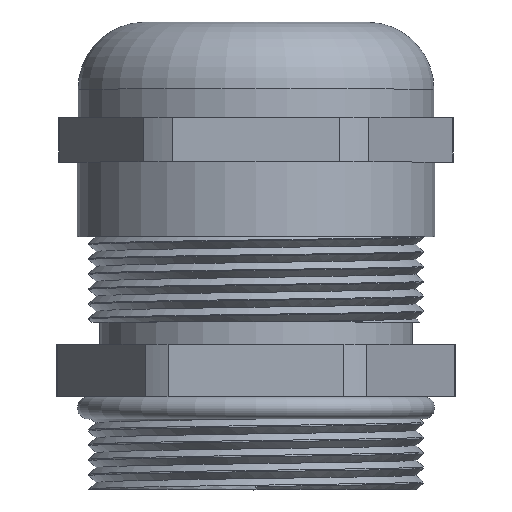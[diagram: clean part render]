
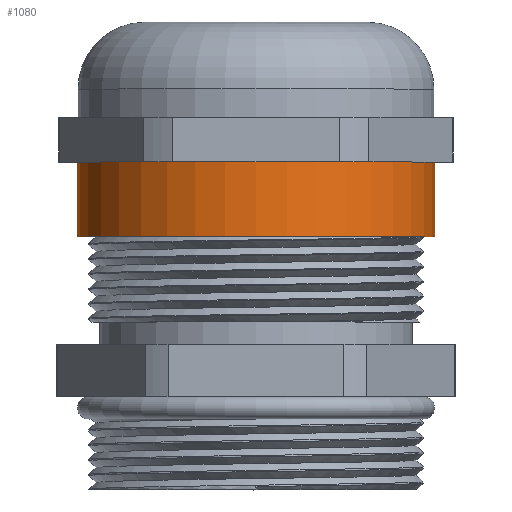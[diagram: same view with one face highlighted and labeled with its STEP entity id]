
A CAD part, top view. The second image highlights one B-rep face of the part: STEP entity #1080.
In plain terms, the highlighted cylindrical face has radius 12 mm (diameter 24 mm), a full revolution.
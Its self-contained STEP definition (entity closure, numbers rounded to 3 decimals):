
#9 = VERTEX_POINT ( 'NONE', #3906 ) ;
#25 = VERTEX_POINT ( 'NONE', #3767 ) ;
#111 = VERTEX_POINT ( 'NONE', #3683 ) ;
#124 = VERTEX_POINT ( 'NONE', #1166 ) ;
#126 = FACE_OUTER_BOUND ( 'NONE', #608, .T. ) ;
#130 = VERTEX_POINT ( 'NONE', #3867 ) ;
#142 = FACE_OUTER_BOUND ( 'NONE', #609, .T. ) ;
#150 = CYLINDRICAL_SURFACE ( 'NONE', #696, 12. ) ;
#159 = VERTEX_POINT ( 'NONE', #3844 ) ;
#281 = ORIENTED_EDGE ( 'NONE', *, *, #885, .F. ) ;
#286 = ORIENTED_EDGE ( 'NONE', *, *, #975, .T. ) ;
#290 = ORIENTED_EDGE ( 'NONE', *, *, #931, .F. ) ;
#293 = ORIENTED_EDGE ( 'NONE', *, *, #888, .F. ) ;
#298 = ORIENTED_EDGE ( 'NONE', *, *, #880, .F. ) ;
#300 = ORIENTED_EDGE ( 'NONE', *, *, #1048, .F. ) ;
#342 = VERTEX_POINT ( 'NONE', #3875 ) ;
#384 = ORIENTED_EDGE ( 'NONE', *, *, #1056, .F. ) ;
#608 = EDGE_LOOP ( 'NONE', ( #286 ) ) ;
#609 = EDGE_LOOP ( 'NONE', ( #300, #290, #298, #293, #384, #281 ) ) ;
#642 = CIRCLE ( 'NONE', #709, 12. ) ;
#663 = AXIS2_PLACEMENT_3D ( 'NONE', #3121, #3114, #3684 ) ;
#681 = AXIS2_PLACEMENT_3D ( 'NONE', #1554, #1553, #1552 ) ;
#689 = CIRCLE ( 'NONE', #663, 12. ) ;
#695 = AXIS2_PLACEMENT_3D ( 'NONE', #1522, #1521, #1520 ) ;
#696 = AXIS2_PLACEMENT_3D ( 'NONE', #1209, #1208, #1207 ) ;
#709 = AXIS2_PLACEMENT_3D ( 'NONE', #3811, #3454, #3562 ) ;
#718 = CIRCLE ( 'NONE', #741, 12. ) ;
#731 = CIRCLE ( 'NONE', #695, 12. ) ;
#737 = CIRCLE ( 'NONE', #681, 12. ) ;
#741 = AXIS2_PLACEMENT_3D ( 'NONE', #3889, #3891, #3888 ) ;
#751 = AXIS2_PLACEMENT_3D ( 'NONE', #3819, #3818, #3821 ) ;
#772 = CIRCLE ( 'NONE', #751, 12. ) ;
#862 = AXIS2_PLACEMENT_3D ( 'NONE', #2167, #2164, #2161 ) ;
#865 = CIRCLE ( 'NONE', #862, 12. ) ;
#880 = EDGE_CURVE ( 'NONE', #25, #9, #772, .T. ) ;
#885 = EDGE_CURVE ( 'NONE', #130, #159, #642, .T. ) ;
#888 = EDGE_CURVE ( 'NONE', #111, #25, #718, .T. ) ;
#931 = EDGE_CURVE ( 'NONE', #9, #342, #689, .T. ) ;
#975 = EDGE_CURVE ( 'NONE', #124, #124, #865, .T. ) ;
#1048 = EDGE_CURVE ( 'NONE', #342, #130, #737, .T. ) ;
#1056 = EDGE_CURVE ( 'NONE', #159, #111, #731, .T. ) ;
#1080 = ADVANCED_FACE ( 'NONE', ( #142, #126 ), #150, .T. ) ;
#1166 = CARTESIAN_POINT ( 'NONE',  ( 0., 17., 12. ) ) ;
#1207 = DIRECTION ( 'NONE',  ( 0., 0., -1. ) ) ;
#1208 = DIRECTION ( 'NONE',  ( 0., -1., 0. ) ) ;
#1209 = CARTESIAN_POINT ( 'NONE',  ( 0., 22., 0. ) ) ;
#1520 = DIRECTION ( 'NONE',  ( 0., 0., 1. ) ) ;
#1521 = DIRECTION ( 'NONE',  ( 0., 1., 0. ) ) ;
#1522 = CARTESIAN_POINT ( 'NONE',  ( 0., 22., 0. ) ) ;
#1552 = DIRECTION ( 'NONE',  ( 0., 0., 1. ) ) ;
#1553 = DIRECTION ( 'NONE',  ( 0., 1., 0. ) ) ;
#1554 = CARTESIAN_POINT ( 'NONE',  ( 0., 22., 0. ) ) ;
#2161 = DIRECTION ( 'NONE',  ( 0., 0., 1. ) ) ;
#2164 = DIRECTION ( 'NONE',  ( 0., 1., 0. ) ) ;
#2167 = CARTESIAN_POINT ( 'NONE',  ( 0., 17., 0. ) ) ;
#3114 = DIRECTION ( 'NONE',  ( 0., 1., 0. ) ) ;
#3121 = CARTESIAN_POINT ( 'NONE',  ( 0., 22., 0. ) ) ;
#3454 = DIRECTION ( 'NONE',  ( 0., 1., 0. ) ) ;
#3562 = DIRECTION ( 'NONE',  ( 0., 0., 1. ) ) ;
#3683 = CARTESIAN_POINT ( 'NONE',  ( 10.392, 22., -6. ) ) ;
#3684 = DIRECTION ( 'NONE',  ( 0., 0., 1. ) ) ;
#3767 = CARTESIAN_POINT ( 'NONE',  ( 0., 22., -12. ) ) ;
#3811 = CARTESIAN_POINT ( 'NONE',  ( 0., 22., 0. ) ) ;
#3818 = DIRECTION ( 'NONE',  ( 0., 1., 0. ) ) ;
#3819 = CARTESIAN_POINT ( 'NONE',  ( 0., 22., 0. ) ) ;
#3821 = DIRECTION ( 'NONE',  ( 0., 0., 1. ) ) ;
#3844 = CARTESIAN_POINT ( 'NONE',  ( 10.392, 22., 6. ) ) ;
#3867 = CARTESIAN_POINT ( 'NONE',  ( 0., 22., 12. ) ) ;
#3875 = CARTESIAN_POINT ( 'NONE',  ( -10.392, 22., 6. ) ) ;
#3888 = DIRECTION ( 'NONE',  ( 0., 0., 1. ) ) ;
#3889 = CARTESIAN_POINT ( 'NONE',  ( 0., 22., 0. ) ) ;
#3891 = DIRECTION ( 'NONE',  ( 0., 1., 0. ) ) ;
#3906 = CARTESIAN_POINT ( 'NONE',  ( -10.392, 22., -6. ) ) ;
